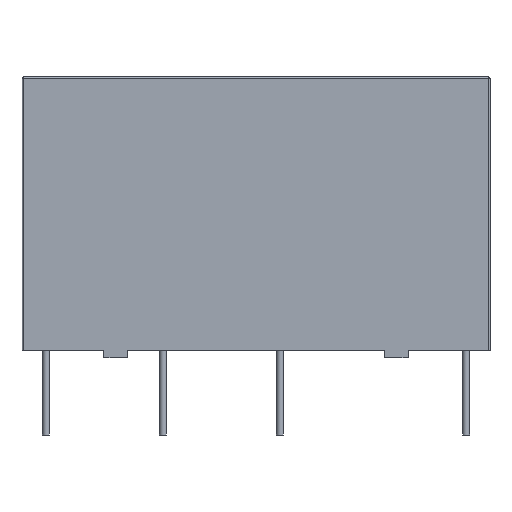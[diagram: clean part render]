
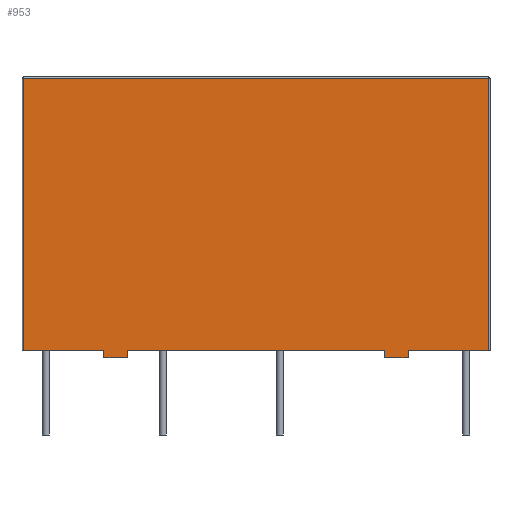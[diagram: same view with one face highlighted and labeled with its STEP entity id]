
A CAD part, front view. The second image highlights one B-rep face of the part: STEP entity #953.
In plain terms, the highlighted free-form (B-spline) face has degree [1, 1] with [2, 2] control points.
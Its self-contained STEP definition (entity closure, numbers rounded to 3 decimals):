
#635 = VERTEX_POINT('',#636);
#636 = CARTESIAN_POINT('',(-10.616,-5.217,
    -0.053));
#696 = VERTEX_POINT('',#697);
#697 = CARTESIAN_POINT('',(-10.616,-5.217,-12.483)
  );
#703 = EDGE_CURVE('',#696,#635,#704,.T.);
#704 = B_SPLINE_CURVE_WITH_KNOTS('',1,(#705,#706),.UNSPECIFIED.,.F.,.F.,
  (2,2),(-11.7,-0.05),.PIECEWISE_BEZIER_KNOTS.);
#705 = CARTESIAN_POINT('',(-10.616,-5.217,-12.483)
  );
#706 = CARTESIAN_POINT('',(-10.616,-5.217,
    -0.053));
#784 = VERTEX_POINT('',#785);
#785 = CARTESIAN_POINT('',(10.616,-5.217,
    -0.053));
#849 = EDGE_CURVE('',#635,#784,#850,.T.);
#850 = B_SPLINE_CURVE_WITH_KNOTS('',1,(#851,#852),.UNSPECIFIED.,.F.,.F.,
  (2,2),(-14.95,4.95),.PIECEWISE_BEZIER_KNOTS.);
#851 = CARTESIAN_POINT('',(-10.616,-5.217,
    -0.053));
#852 = CARTESIAN_POINT('',(10.616,-5.217,
    -0.053));
#865 = VERTEX_POINT('',#866);
#866 = CARTESIAN_POINT('',(10.616,-5.217,
    -12.483));
#880 = EDGE_CURVE('',#784,#865,#881,.T.);
#881 = B_SPLINE_CURVE_WITH_KNOTS('',1,(#882,#883),.UNSPECIFIED.,.F.,.F.,
  (2,2),(0.05,11.7),.PIECEWISE_BEZIER_KNOTS.);
#882 = CARTESIAN_POINT('',(10.616,-5.217,
    -0.053));
#883 = CARTESIAN_POINT('',(10.616,-5.217,
    -12.483));
#953 = ADVANCED_FACE('',(#954),#1020,.T.);
#954 = FACE_BOUND('',#955,.T.);
#955 = EDGE_LOOP('',(#956,#957,#958,#959,#966,#973,#980,#987,#994,#1001,
    #1008,#1015));
#956 = ORIENTED_EDGE('',*,*,#880,.F.);
#957 = ORIENTED_EDGE('',*,*,#849,.F.);
#958 = ORIENTED_EDGE('',*,*,#703,.F.);
#959 = ORIENTED_EDGE('',*,*,#960,.T.);
#960 = EDGE_CURVE('',#696,#961,#963,.T.);
#961 = VERTEX_POINT('',#962);
#962 = CARTESIAN_POINT('',(-6.935,-5.217,-12.483
    ));
#963 = B_SPLINE_CURVE_WITH_KNOTS('',1,(#964,#965),.UNSPECIFIED.,.F.,.F.,
  (2,2),(-14.95,-11.5),.PIECEWISE_BEZIER_KNOTS.);
#964 = CARTESIAN_POINT('',(-10.616,-5.217,-12.483)
  );
#965 = CARTESIAN_POINT('',(-6.935,-5.217,-12.483
    ));
#966 = ORIENTED_EDGE('',*,*,#967,.T.);
#967 = EDGE_CURVE('',#961,#968,#970,.T.);
#968 = VERTEX_POINT('',#969);
#969 = CARTESIAN_POINT('',(-6.935,-5.217,-12.803
    ));
#970 = B_SPLINE_CURVE_WITH_KNOTS('',1,(#971,#972),.UNSPECIFIED.,.F.,.F.,
  (2,2),(5.7,6.),.PIECEWISE_BEZIER_KNOTS.);
#971 = CARTESIAN_POINT('',(-6.935,-5.217,-12.483
    ));
#972 = CARTESIAN_POINT('',(-6.935,-5.217,-12.803
    ));
#973 = ORIENTED_EDGE('',*,*,#974,.F.);
#974 = EDGE_CURVE('',#975,#968,#977,.T.);
#975 = VERTEX_POINT('',#976);
#976 = CARTESIAN_POINT('',(-5.868,-5.217,
    -12.803));
#977 = B_SPLINE_CURVE_WITH_KNOTS('',1,(#978,#979),.UNSPECIFIED.,.F.,.F.,
  (2,2),(-4.5,-3.5),.PIECEWISE_BEZIER_KNOTS.);
#978 = CARTESIAN_POINT('',(-5.868,-5.217,
    -12.803));
#979 = CARTESIAN_POINT('',(-6.935,-5.217,-12.803
    ));
#980 = ORIENTED_EDGE('',*,*,#981,.T.);
#981 = EDGE_CURVE('',#975,#982,#984,.T.);
#982 = VERTEX_POINT('',#983);
#983 = CARTESIAN_POINT('',(-5.868,-5.217,
    -12.483));
#984 = B_SPLINE_CURVE_WITH_KNOTS('',1,(#985,#986),.UNSPECIFIED.,.F.,.F.,
  (2,2),(-6.,-5.7),.PIECEWISE_BEZIER_KNOTS.);
#985 = CARTESIAN_POINT('',(-5.868,-5.217,
    -12.803));
#986 = CARTESIAN_POINT('',(-5.868,-5.217,
    -12.483));
#987 = ORIENTED_EDGE('',*,*,#988,.T.);
#988 = EDGE_CURVE('',#982,#989,#991,.T.);
#989 = VERTEX_POINT('',#990);
#990 = CARTESIAN_POINT('',(5.868,-5.217,-12.483
    ));
#991 = B_SPLINE_CURVE_WITH_KNOTS('',1,(#992,#993),.UNSPECIFIED.,.F.,.F.,
  (2,2),(-10.5,0.5),.PIECEWISE_BEZIER_KNOTS.);
#992 = CARTESIAN_POINT('',(-5.868,-5.217,
    -12.483));
#993 = CARTESIAN_POINT('',(5.868,-5.217,-12.483
    ));
#994 = ORIENTED_EDGE('',*,*,#995,.T.);
#995 = EDGE_CURVE('',#989,#996,#998,.T.);
#996 = VERTEX_POINT('',#997);
#997 = CARTESIAN_POINT('',(5.868,-5.217,-12.803
    ));
#998 = B_SPLINE_CURVE_WITH_KNOTS('',1,(#999,#1000),.UNSPECIFIED.,.F.,.F.
  ,(2,2),(5.7,6.),.PIECEWISE_BEZIER_KNOTS.);
#999 = CARTESIAN_POINT('',(5.868,-5.217,-12.483
    ));
#1000 = CARTESIAN_POINT('',(5.868,-5.217,
    -12.803));
#1001 = ORIENTED_EDGE('',*,*,#1002,.F.);
#1002 = EDGE_CURVE('',#1003,#996,#1005,.T.);
#1003 = VERTEX_POINT('',#1004);
#1004 = CARTESIAN_POINT('',(6.935,-5.217,-12.803
    ));
#1005 = B_SPLINE_CURVE_WITH_KNOTS('',1,(#1006,#1007),.UNSPECIFIED.,.F.,
  .F.,(2,2),(-16.5,-15.5),.PIECEWISE_BEZIER_KNOTS.);
#1006 = CARTESIAN_POINT('',(6.935,-5.217,-12.803
    ));
#1007 = CARTESIAN_POINT('',(5.868,-5.217,
    -12.803));
#1008 = ORIENTED_EDGE('',*,*,#1009,.T.);
#1009 = EDGE_CURVE('',#1003,#1010,#1012,.T.);
#1010 = VERTEX_POINT('',#1011);
#1011 = CARTESIAN_POINT('',(6.935,-5.217,-12.483
    ));
#1012 = B_SPLINE_CURVE_WITH_KNOTS('',1,(#1013,#1014),.UNSPECIFIED.,.F.,
  .F.,(2,2),(-6.,-5.7),.PIECEWISE_BEZIER_KNOTS.);
#1013 = CARTESIAN_POINT('',(6.935,-5.217,-12.803
    ));
#1014 = CARTESIAN_POINT('',(6.935,-5.217,-12.483
    ));
#1015 = ORIENTED_EDGE('',*,*,#1016,.T.);
#1016 = EDGE_CURVE('',#1010,#865,#1017,.T.);
#1017 = B_SPLINE_CURVE_WITH_KNOTS('',1,(#1018,#1019),.UNSPECIFIED.,.F.,
  .F.,(2,2),(1.5,4.95),.PIECEWISE_BEZIER_KNOTS.);
#1018 = CARTESIAN_POINT('',(6.935,-5.217,-12.483
    ));
#1019 = CARTESIAN_POINT('',(10.616,-5.217,
    -12.483));
#1020 = B_SPLINE_SURFACE_WITH_KNOTS('',1,1,(
    (#1021,#1022)
    ,(#1023,#1024
    )),.UNSPECIFIED.,.F.,.F.,.F.,(2,2),(2,2),(0.05,19.95),
  (0.05,12.),.PIECEWISE_BEZIER_KNOTS.);
#1021 = CARTESIAN_POINT('',(10.616,-5.217,
    -0.053));
#1022 = CARTESIAN_POINT('',(10.616,-5.217,
    -12.803));
#1023 = CARTESIAN_POINT('',(-10.616,-5.217,
    -0.053));
#1024 = CARTESIAN_POINT('',(-10.616,-5.217,-12.803
    ));
